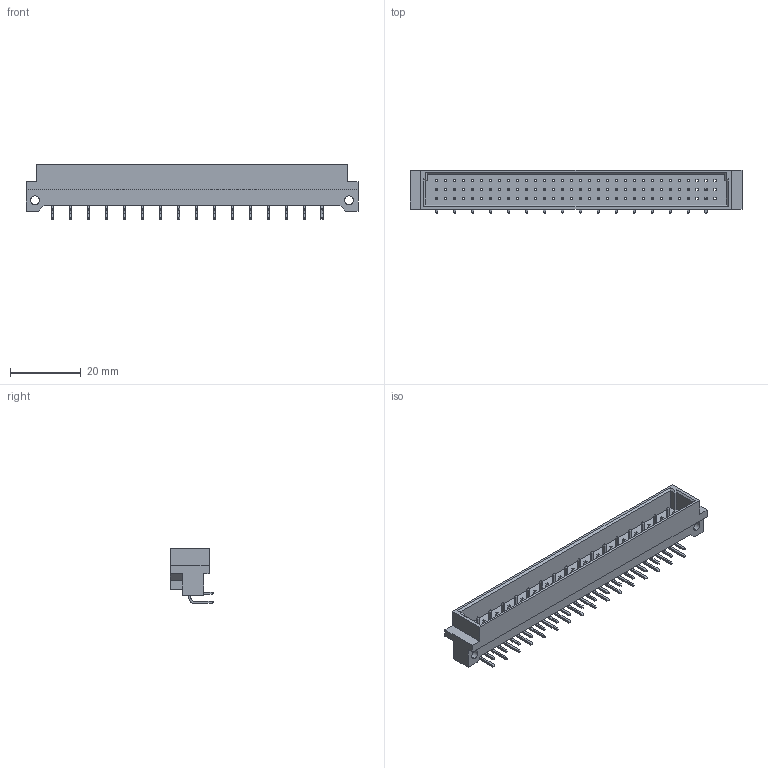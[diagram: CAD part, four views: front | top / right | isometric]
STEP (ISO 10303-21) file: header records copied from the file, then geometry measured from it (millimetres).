
FILE_DESCRIPTION (( 'STEP AP214' ), '1' );
FILE_NAME ('495-032-660-222.STEP', '2020-08-12T15:58:39', ( '' ), ( '' ), 'SwSTEP 2.0', 'SolidWorks 2020', '' );
FILE_SCHEMA (( 'AUTOMOTIVE_DESIGN' ));
Length unit declared in the file: millimetre
Products named in the file (4): 495-290-3; 495-290-2; 495 Part_96; 495-032-660-222
Assembly tree (33 placements, depth 2):
  495-032-660-222
    495 Part_96
    495-290-2  x16
    495-290-3  x16
Bounding box: 94 x 12.27 x 15.51 mm (x, y, z)
Volume: 6130.3 mm3; surface area: 8179.5 mm2
Topology: 33 solids, 33 shells, 1009 faces, 2560 edges, 1618 vertices
Faces by surface type: plane 941, cylinder 68
Entity records: 15888 total; most frequent: CARTESIAN_POINT 2763, ORIENTED_EDGE 2720, DIRECTION 2386, EDGE_CURVE 1360, LINE 1344, VECTOR 1344, VERTEX_POINT 898, EDGE_LOOP 666
